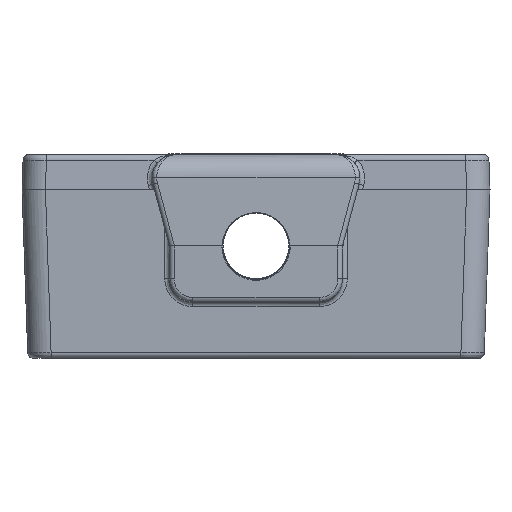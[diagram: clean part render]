
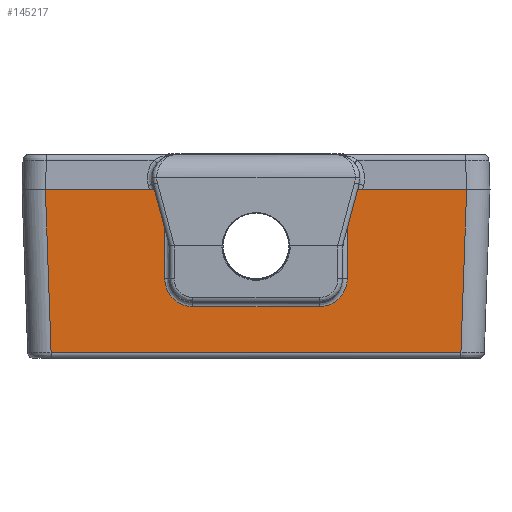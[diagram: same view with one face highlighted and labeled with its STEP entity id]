
A CAD part, left-side view. The second image highlights one B-rep face of the part: STEP entity #145217.
In plain terms, the highlighted planar face has unit normal (-1, 0, -0.018).
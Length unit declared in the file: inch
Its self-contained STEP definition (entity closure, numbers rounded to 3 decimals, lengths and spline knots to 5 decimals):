
#2168 = CARTESIAN_POINT ( 'NONE',  ( -2.275, -1.375, 0.4225 ) ) ;
#2771 = EDGE_CURVE ( 'NONE', #12270, #196749, #39035, .T. ) ;
#3542 = CARTESIAN_POINT ( 'NONE',  ( -2.2641, 0.3375, -0.20206 ) ) ;
#7769 = DIRECTION ( 'NONE',  ( -0.017, 0., 1. ) ) ;
#11569 = EDGE_CURVE ( 'NONE', #189227, #34889, #80117, .T. ) ;
#12270 = VERTEX_POINT ( 'NONE', #188268 ) ;
#14751 = ORIENTED_EDGE ( 'NONE', *, *, #148949, .F. ) ;
#15000 = CARTESIAN_POINT ( 'NONE',  ( -2.2598, -1.0946, -0.44802 ) ) ;
#17948 = DIRECTION ( 'NONE',  ( 1., 0., 0.017 ) ) ;
#20173 = CARTESIAN_POINT ( 'NONE',  ( -2.26462, 0.42968, -0.17202 ) ) ;
#20227 = VERTEX_POINT ( 'NONE', #24628 ) ;
#24412 = LINE ( 'NONE', #209934, #35469 ) ;
#24628 = CARTESIAN_POINT ( 'NONE',  ( -2.2641, 0.3375, -0.20206 ) ) ;
#25766 = CARTESIAN_POINT ( 'NONE',  ( -2.2641, -0.35714, -0.20203 ) ) ;
#27910 = DIRECTION ( 'NONE',  ( 0.017, 0.035, -0.999 ) ) ;
#28741 = CARTESIAN_POINT ( 'NONE',  ( -2.25161, 0.4875, -0.91765 ) ) ;
#30677 = ORIENTED_EDGE ( 'NONE', *, *, #2771, .F. ) ;
#33088 = EDGE_CURVE ( 'NONE', #34889, #235264, #88229, .T. ) ;
#34889 = VERTEX_POINT ( 'NONE', #49273 ) ;
#35469 = VECTOR ( 'NONE', #7769, 39.37008 ) ;
#39035 = LINE ( 'NONE', #2168, #213986 ) ;
#41288 = CARTESIAN_POINT ( 'NONE',  ( -2.26443, -0.41306, -0.18317 ) ) ;
#43148 = DIRECTION ( 'NONE',  ( 0., -1., 0. ) ) ;
#45992 = EDGE_LOOP ( 'NONE', ( #77789, #75107, #60413, #154222, #30677, #136832, #216612, #214156, #14751, #108039 ) ) ;
#48504 = VECTOR ( 'NONE', #205053, 39.37008 ) ;
#49273 = CARTESIAN_POINT ( 'NONE',  ( -2.275, 0.4875, 0.4225 ) ) ;
#51392 = CARTESIAN_POINT ( 'NONE',  ( -2.25161, -1.375, -0.91765 ) ) ;
#55119 = VECTOR ( 'NONE', #176169, 39.37008 ) ;
#58249 = CARTESIAN_POINT ( 'NONE',  ( -2.2654, 0.46861, -0.12763 ) ) ;
#59432 = CARTESIAN_POINT ( 'NONE',  ( -2.2641, 0.35713, -0.20207 ) ) ;
#60413 = ORIENTED_EDGE ( 'NONE', *, *, #146454, .F. ) ;
#61415 = CARTESIAN_POINT ( 'NONE',  ( -2.25977, 1.0946, -0.44802 ) ) ;
#74983 = CARTESIAN_POINT ( 'NONE',  ( -2.26672, 0.4875, -0.05206 ) ) ;
#75107 = ORIENTED_EDGE ( 'NONE', *, *, #96997, .F. ) ;
#77168 = DIRECTION ( 'NONE',  ( 0., -1., 0. ) ) ;
#77789 = ORIENTED_EDGE ( 'NONE', *, *, #11569, .F. ) ;
#78247 = CARTESIAN_POINT ( 'NONE',  ( -2.26603, -0.4836, -0.09132 ) ) ;
#79693 = CARTESIAN_POINT ( 'NONE',  ( -2.26637, 0.48746, -0.0717 ) ) ;
#80117 = LINE ( 'NONE', #150294, #101444 ) ;
#81438 = DIRECTION ( 'NONE',  ( 0., -1., 0. ) ) ;
#82718 = LINE ( 'NONE', #120701, #157194 ) ;
#84692 = CARTESIAN_POINT ( 'NONE',  ( -2.2598, -0.6875, -0.44802 ) ) ;
#88229 = LINE ( 'NONE', #28741, #133846 ) ;
#96845 = CARTESIAN_POINT ( 'NONE',  ( -2.2598, 1.0946, -0.44802 ) ) ;
#96997 = EDGE_CURVE ( 'NONE', #232422, #189227, #151558, .T. ) ;
#97525 = CARTESIAN_POINT ( 'NONE',  ( -2.26417, 0.37676, -0.19816 ) ) ;
#98424 = CARTESIAN_POINT ( 'NONE',  ( -2.2654, -0.46858, -0.12761 ) ) ;
#101444 = VECTOR ( 'NONE', #43148, 39.37008 ) ;
#106088 = DIRECTION ( 'NONE',  ( 0.017, 0., -1. ) ) ;
#108039 = ORIENTED_EDGE ( 'NONE', *, *, #33088, .F. ) ;
#112984 = CARTESIAN_POINT ( 'NONE',  ( -2.26603, 0.4836, -0.09133 ) ) ;
#113020 = VERTEX_POINT ( 'NONE', #127152 ) ;
#120701 = CARTESIAN_POINT ( 'NONE',  ( -2.25184, -1.07867, -0.90408 ) ) ;
#127152 = CARTESIAN_POINT ( 'NONE',  ( -2.26672, -0.4875, -0.05206 ) ) ;
#133846 = VECTOR ( 'NONE', #228664, 39.37008 ) ;
#135222 = CARTESIAN_POINT ( 'NONE',  ( -2.26462, -0.42967, -0.17199 ) ) ;
#135266 = CARTESIAN_POINT ( 'NONE',  ( -2.2641, -0.3375, -0.20206 ) ) ;
#136832 = ORIENTED_EDGE ( 'NONE', *, *, #213884, .F. ) ;
#142432 = VECTOR ( 'NONE', #81438, 39.37008 ) ;
#142507 = CARTESIAN_POINT ( 'NONE',  ( -2.275, -1.125, 0.4225 ) ) ;
#142625 = CARTESIAN_POINT ( 'NONE',  ( -2.275, 1.125, 0.4225 ) ) ;
#143659 = VERTEX_POINT ( 'NONE', #135266 ) ;
#144803 = EDGE_CURVE ( 'NONE', #196749, #233258, #82718, .T. ) ;
#145217 = ADVANCED_FACE ( 'NONE', ( #214310 ), #180954, .F. ) ;
#146454 = EDGE_CURVE ( 'NONE', #233258, #232422, #156035, .T. ) ;
#148949 = EDGE_CURVE ( 'NONE', #235264, #20227, #229054, .T. ) ;
#149606 = CARTESIAN_POINT ( 'NONE',  ( -2.26637, -0.4875, -0.0717 ) ) ;
#150294 = CARTESIAN_POINT ( 'NONE',  ( -2.275, -1.375, 0.4225 ) ) ;
#151558 = LINE ( 'NONE', #96845, #48504 ) ;
#152800 = LINE ( 'NONE', #225388, #142432 ) ;
#154222 = ORIENTED_EDGE ( 'NONE', *, *, #144803, .F. ) ;
#156035 = LINE ( 'NONE', #84692, #55119 ) ;
#157194 = VECTOR ( 'NONE', #27910, 39.37008 ) ;
#162821 = EDGE_CURVE ( 'NONE', #143659, #113020, #180944, .T. ) ;
#168582 = CARTESIAN_POINT ( 'NONE',  ( -2.26417, -0.37677, -0.19816 ) ) ;
#176169 = DIRECTION ( 'NONE',  ( 0., 1., 0. ) ) ;
#180944 = B_SPLINE_CURVE_WITH_KNOTS ( 'NONE', 3,
 ( #191097, #25766, #168582, #41288, #135222, #205446, #98424, #78247, #149606, #188773 ),
 .UNSPECIFIED., .F., .F.,
 ( 4, 2, 2, 2, 4 ),
 ( 0., 0.25, 0.5, 0.75, 1. ),
 .UNSPECIFIED. ) ;
#180954 = PLANE ( 'NONE',  #206730 ) ;
#185525 = CARTESIAN_POINT ( 'NONE',  ( -2.26443, 0.41305, -0.18314 ) ) ;
#188268 = CARTESIAN_POINT ( 'NONE',  ( -2.275, -0.4875, 0.4225 ) ) ;
#188773 = CARTESIAN_POINT ( 'NONE',  ( -2.26672, -0.4875, -0.05206 ) ) ;
#189227 = VERTEX_POINT ( 'NONE', #142625 ) ;
#191097 = CARTESIAN_POINT ( 'NONE',  ( -2.2641, -0.3375, -0.20206 ) ) ;
#194431 = EDGE_CURVE ( 'NONE', #20227, #143659, #152800, .T. ) ;
#196749 = VERTEX_POINT ( 'NONE', #142507 ) ;
#204548 = CARTESIAN_POINT ( 'NONE',  ( -2.26511, 0.45743, -0.14423 ) ) ;
#205053 = DIRECTION ( 'NONE',  ( -0.017, 0.035, 0.999 ) ) ;
#205446 = CARTESIAN_POINT ( 'NONE',  ( -2.26511, -0.45745, -0.14424 ) ) ;
#206730 = AXIS2_PLACEMENT_3D ( 'NONE', #51392, #17948, #106088 ) ;
#209934 = CARTESIAN_POINT ( 'NONE',  ( -2.25161, -0.4875, -0.91765 ) ) ;
#213884 = EDGE_CURVE ( 'NONE', #113020, #12270, #24412, .T. ) ;
#213986 = VECTOR ( 'NONE', #77168, 39.37008 ) ;
#214156 = ORIENTED_EDGE ( 'NONE', *, *, #194431, .F. ) ;
#214310 = FACE_OUTER_BOUND ( 'NONE', #45992, .T. ) ;
#216612 = ORIENTED_EDGE ( 'NONE', *, *, #162821, .F. ) ;
#224703 = CARTESIAN_POINT ( 'NONE',  ( -2.26672, 0.4875, -0.05206 ) ) ;
#225388 = CARTESIAN_POINT ( 'NONE',  ( -2.2641, -1.375, -0.20206 ) ) ;
#228664 = DIRECTION ( 'NONE',  ( 0.017, 0., -1. ) ) ;
#229054 = B_SPLINE_CURVE_WITH_KNOTS ( 'NONE', 3,
 ( #74983, #79693, #112984, #58249, #204548, #20173, #185525, #97525, #59432, #3542 ),
 .UNSPECIFIED., .F., .F.,
 ( 4, 2, 2, 2, 4 ),
 ( 0., 0.25, 0.5, 0.75, 1. ),
 .UNSPECIFIED. ) ;
#232422 = VERTEX_POINT ( 'NONE', #61415 ) ;
#233258 = VERTEX_POINT ( 'NONE', #15000 ) ;
#235264 = VERTEX_POINT ( 'NONE', #224703 ) ;
